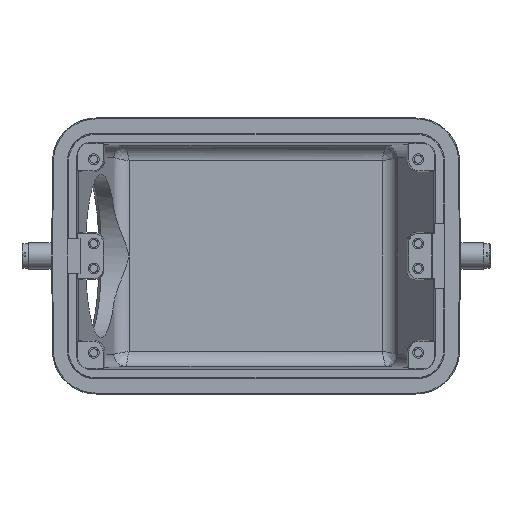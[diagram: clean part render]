
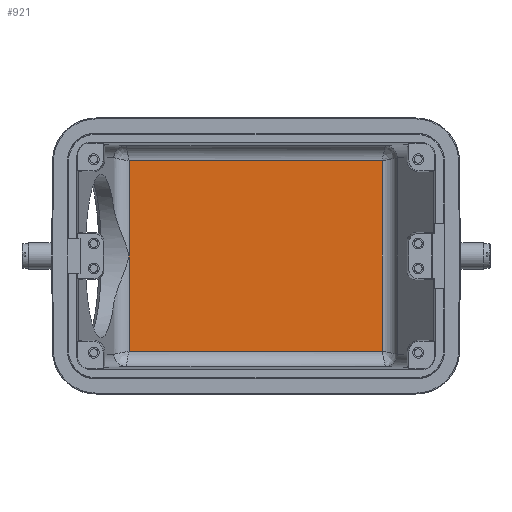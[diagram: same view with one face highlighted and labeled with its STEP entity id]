
A CAD part, front view. The second image highlights one B-rep face of the part: STEP entity #921.
In plain terms, the highlighted planar face has unit normal (0, -1, 0).
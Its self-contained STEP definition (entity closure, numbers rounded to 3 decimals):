
#921=ADVANCED_FACE('NONE',(#1561),#1216,.F.);
#1216=PLANE('',#8067);
#1561=FACE_OUTER_BOUND('',#2074,.T.);
#2074=EDGE_LOOP('',(#4203,#4204,#4205,#4206));
#4203=ORIENTED_EDGE('',*,*,#5962,.F.);
#4204=ORIENTED_EDGE('',*,*,#5976,.F.);
#4205=ORIENTED_EDGE('',*,*,#6020,.T.);
#4206=ORIENTED_EDGE('',*,*,#5963,.F.);
#4960=VERTEX_POINT('',#12712);
#4977=VERTEX_POINT('',#12839);
#5001=VERTEX_POINT('',#13017);
#5006=VERTEX_POINT('',#13053);
#5962=EDGE_CURVE('NONE',#4977,#4960,#6714,.T.);
#5963=EDGE_CURVE('NONE',#4960,#5001,#6715,.T.);
#5976=EDGE_CURVE('NONE',#5006,#4977,#6723,.T.);
#6020=EDGE_CURVE('NONE',#5006,#5001,#6749,.T.);
#6714=LINE('',#13014,#7424);
#6715=LINE('',#13016,#7425);
#6723=LINE('',#13054,#7433);
#6749=LINE('',#13313,#7459);
#7424=VECTOR('',#9839,1.);
#7425=VECTOR('',#9842,1.);
#7433=VECTOR('',#9870,1.);
#7459=VECTOR('',#9954,1.);
#8067=AXIS2_PLACEMENT_3D('',#13314,#9955,#9956);
#9839=DIRECTION('',(1.,0.,0.));
#9842=DIRECTION('',(0.,0.,-1.));
#9870=DIRECTION('',(0.,0.,1.));
#9954=DIRECTION('',(1.,0.,0.));
#9955=DIRECTION('',(0.,1.,0.));
#9956=DIRECTION('',(0.,0.,1.));
#12712=CARTESIAN_POINT('',(40.433,90.,30.488));
#12839=CARTESIAN_POINT('',(-40.687,90.,30.488));
#13014=CARTESIAN_POINT('',(44.554,90.,30.488));
#13016=CARTESIAN_POINT('',(40.433,90.,-36.3));
#13017=CARTESIAN_POINT('',(40.433,90.,-30.488));
#13053=CARTESIAN_POINT('',(-40.687,90.,-30.488));
#13054=CARTESIAN_POINT('',(-40.687,90.,-36.3));
#13313=CARTESIAN_POINT('',(44.554,90.,-30.488));
#13314=CARTESIAN_POINT('',(44.554,90.,-36.3));
